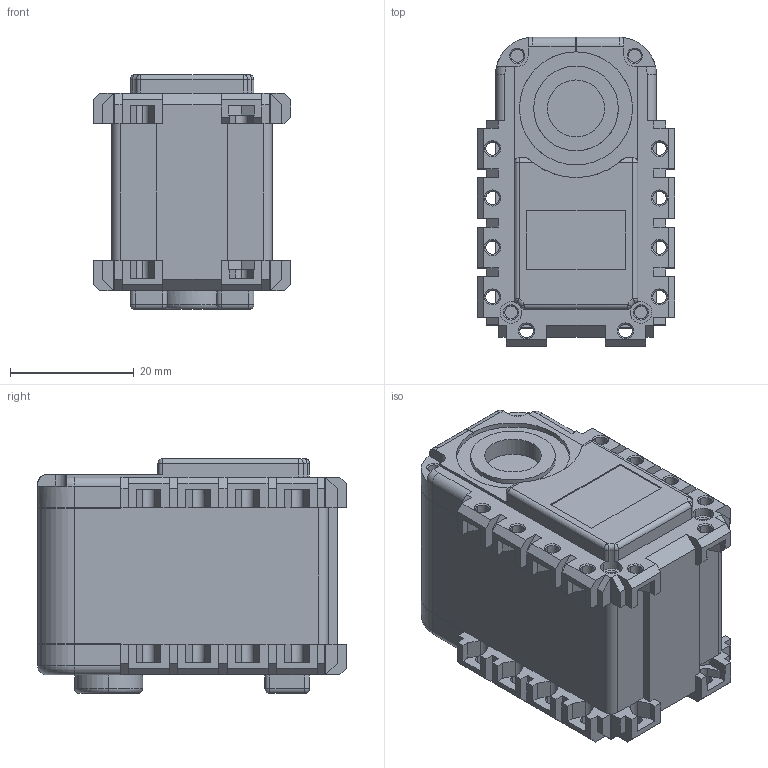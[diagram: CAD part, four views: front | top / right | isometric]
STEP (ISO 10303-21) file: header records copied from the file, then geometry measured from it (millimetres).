
FILE_DESCRIPTION (( 'STEP AP203' ), '1' );
FILE_NAME ('PRT0001_2_Default_sldprt.STEP', '2023-12-01T14:26:14', ( '' ), ( '' ), 'SwSTEP 2.0', 'SolidWorks 2023', '' );
FILE_SCHEMA (( 'CONFIG_CONTROL_DESIGN' ));
Length unit declared in the file: millimetre
Products named in the file (1): PRT0001_2_Default_sldprt
Bounding box: 32 x 50 x 38 mm (x, y, z)
Volume: 40743.3 mm3; surface area: 10349.8 mm2
Topology: 1 solids, 1 shells, 691 faces, 1907 edges, 1208 vertices
Faces by surface type: plane 452, cylinder 135, cone 80, sphere 14, torus 10
Entity records: 22212 total; most frequent: CARTESIAN_POINT 4353, ORIENTED_EDGE 3786, DIRECTION 3617, EDGE_CURVE 1893, LINE 1441, VECTOR 1441, VERTEX_POINT 1208, AXIS2_PLACEMENT_3D 1088
